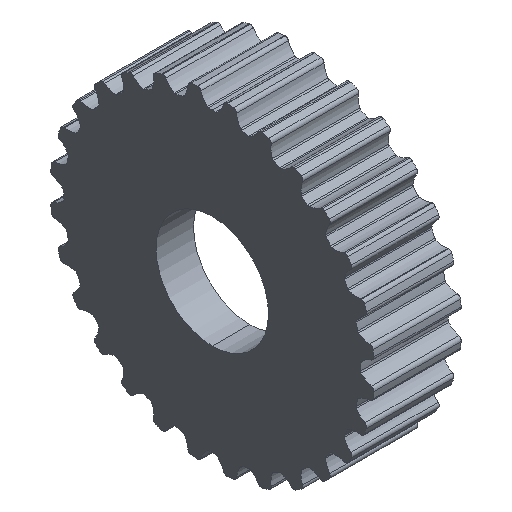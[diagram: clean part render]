
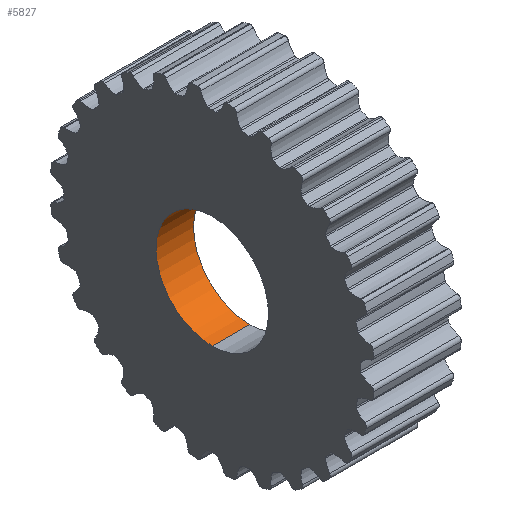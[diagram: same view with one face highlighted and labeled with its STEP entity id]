
A CAD part, isometric view. The second image highlights one B-rep face of the part: STEP entity #5827.
In plain terms, the highlighted cylindrical face has radius 4.5 mm (diameter 9 mm), a partial arc.
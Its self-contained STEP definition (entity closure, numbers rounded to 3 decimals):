
#341 = CARTESIAN_POINT ( 'NONE',  ( 11., 0., 4.5 ) ) ;
#847 = DIRECTION ( 'NONE',  ( 0., 1., 0. ) ) ;
#936 = EDGE_CURVE ( 'NONE', #7598, #7416, #6551, .T. ) ;
#975 = DIRECTION ( 'NONE',  ( -1., 0., 0. ) ) ;
#1104 = CARTESIAN_POINT ( 'NONE',  ( 2., 0., 4.5 ) ) ;
#1525 = AXIS2_PLACEMENT_3D ( 'NONE', #6980, #1576, #7121 ) ;
#1576 = DIRECTION ( 'NONE',  ( 1., 0., 0. ) ) ;
#1991 = VERTEX_POINT ( 'NONE', #8714 ) ;
#2031 = AXIS2_PLACEMENT_3D ( 'NONE', #2237, #975, #847 ) ;
#2168 = CYLINDRICAL_SURFACE ( 'NONE', #1525, 4.5 ) ;
#2234 = VECTOR ( 'NONE', #7804, 1000. ) ;
#2237 = CARTESIAN_POINT ( 'NONE',  ( 2., 0., 0. ) ) ;
#2263 = EDGE_CURVE ( 'NONE', #6755, #1991, #7161, .T. ) ;
#2864 = DIRECTION ( 'NONE',  ( -1., 0., 0. ) ) ;
#3631 = CIRCLE ( 'NONE', #2031, 4.5 ) ;
#3953 = ORIENTED_EDGE ( 'NONE', *, *, #2263, .T. ) ;
#4031 = EDGE_CURVE ( 'NONE', #7416, #1991, #8270, .T. ) ;
#4041 = ORIENTED_EDGE ( 'NONE', *, *, #936, .F. ) ;
#4045 = AXIS2_PLACEMENT_3D ( 'NONE', #4814, #2864, #6956 ) ;
#4491 = EDGE_CURVE ( 'NONE', #7598, #6755, #3631, .T. ) ;
#4814 = CARTESIAN_POINT ( 'NONE',  ( 5., 0., 0. ) ) ;
#5028 = CARTESIAN_POINT ( 'NONE',  ( 11., 0., -4.5 ) ) ;
#5827 = ADVANCED_FACE ( 'CYL_30', ( #7802 ), #2168, .F. ) ;
#6374 = CARTESIAN_POINT ( 'NONE',  ( 5., 0., 4.5 ) ) ;
#6505 = DIRECTION ( 'NONE',  ( 1., 0., 0. ) ) ;
#6551 = LINE ( 'NONE', #341, #7462 ) ;
#6620 = CARTESIAN_POINT ( 'NONE',  ( 2., 0., -4.5 ) ) ;
#6755 = VERTEX_POINT ( 'NONE', #6620 ) ;
#6956 = DIRECTION ( 'NONE',  ( 0., 1., 0. ) ) ;
#6980 = CARTESIAN_POINT ( 'NONE',  ( 11., 0., 0. ) ) ;
#6987 = ORIENTED_EDGE ( 'NONE', *, *, #4491, .T. ) ;
#7121 = DIRECTION ( 'NONE',  ( 0., 0., -1. ) ) ;
#7161 = LINE ( 'NONE', #5028, #2234 ) ;
#7416 = VERTEX_POINT ( 'NONE', #6374 ) ;
#7427 = ORIENTED_EDGE ( 'NONE', *, *, #4031, .F. ) ;
#7462 = VECTOR ( 'NONE', #6505, 1000. ) ;
#7598 = VERTEX_POINT ( 'NONE', #1104 ) ;
#7802 = FACE_OUTER_BOUND ( 'NONE', #8930, .T. ) ;
#7804 = DIRECTION ( 'NONE',  ( 1., 0., 0. ) ) ;
#8270 = CIRCLE ( 'NONE', #4045, 4.5 ) ;
#8714 = CARTESIAN_POINT ( 'NONE',  ( 5., 0., -4.5 ) ) ;
#8930 = EDGE_LOOP ( 'NONE', ( #4041, #6987, #3953, #7427 ) ) ;
